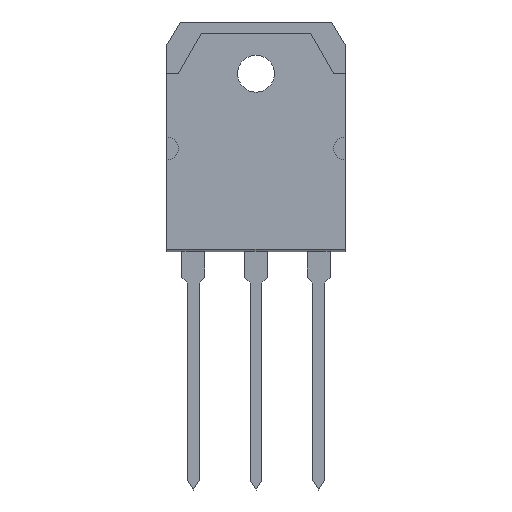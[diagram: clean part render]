
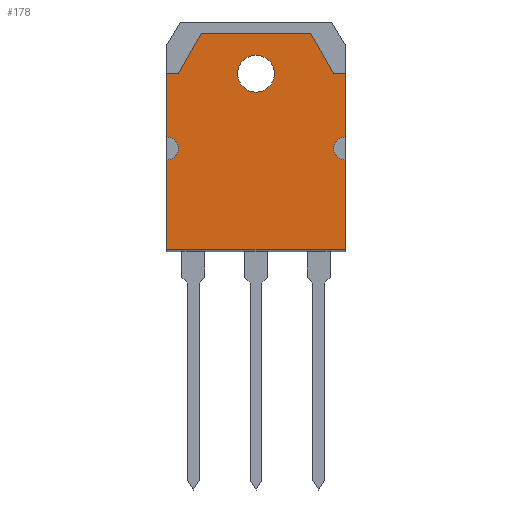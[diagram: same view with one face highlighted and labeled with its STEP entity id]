
A CAD part, front view. The second image highlights one B-rep face of the part: STEP entity #178.
In plain terms, the highlighted planar face has unit normal (0, -1, 0).
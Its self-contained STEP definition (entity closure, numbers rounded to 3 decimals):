
#24=VERTEX_POINT('',#25);
#25=CARTESIAN_POINT('',(-2.305,-1.4,2.95));
#43=DIRECTION('',(0.,0.,-1.));
#46=VERTEX_POINT('',#47);
#47=CARTESIAN_POINT('',(-2.305,-1.4,18.2));
#51=ORIENTED_EDGE('',*,*,#52,.F.);
#52=EDGE_CURVE('',#53,#46,#55,.T.);
#53=VERTEX_POINT('',#54);
#54=CARTESIAN_POINT('',(-2.305,-1.4,12.7));
#55=LINE('',#25,#56);
#56=VECTOR('',#57,1.);
#57=DIRECTION('',(0.,0.,1.));
#71=DIRECTION('',(0.,0.,-1.));
#74=VERTEX_POINT('',#75);
#75=CARTESIAN_POINT('',(-2.305,-1.4,10.7));
#77=ORIENTED_EDGE('',*,*,#78,.F.);
#78=EDGE_CURVE('',#24,#74,#55,.T.);
#91=VECTOR('',#92,1.);
#92=DIRECTION('',(1.,0.,0.));
#167=VERTEX_POINT('',#168);
#168=CARTESIAN_POINT('',(13.205,-1.4,2.95));
#173=EDGE_CURVE('',#24,#167,#174,.T.);
#174=LINE('',#25,#91);
#178=ADVANCED_FACE('',(#179,#234),#244,.T.);
#179=FACE_BOUND('',#180,.T.);
#180=EDGE_LOOP('',(#77,#181,#182,#187,#195,#199,#206,#213,#219,#226,    #51,#229));
#181=ORIENTED_EDGE('',*,*,#173,.T.);
#182=ORIENTED_EDGE('',*,*,#183,.T.);
#183=EDGE_CURVE('',#167,#184,#186,.T.);
#184=VERTEX_POINT('',#185);
#185=CARTESIAN_POINT('',(13.205,-1.4,10.7));
#186=LINE('',#168,#56);
#187=ORIENTED_EDGE('',*,*,#188,.F.);
#188=EDGE_CURVE('',#189,#184,#191,.T.);
#189=VERTEX_POINT('',#190);
#190=CARTESIAN_POINT('',(13.205,-1.4,12.7));
#191=CIRCLE('',#192,1.);
#192=AXIS2_PLACEMENT_3D('',#193,#194,#71);
#193=CARTESIAN_POINT('',(13.205,-1.4,11.7));
#194=DIRECTION('',(0.,-1.,0.));
#195=ORIENTED_EDGE('',*,*,#196,.T.);
#196=EDGE_CURVE('',#189,#197,#186,.T.);
#197=VERTEX_POINT('',#198);
#198=CARTESIAN_POINT('',(13.205,-1.4,18.2));
#199=ORIENTED_EDGE('',*,*,#200,.T.);
#200=EDGE_CURVE('',#197,#201,#203,.T.);
#201=VERTEX_POINT('',#202);
#202=CARTESIAN_POINT('',(12.205,-1.4,18.2));
#203=LINE('',#198,#204);
#204=VECTOR('',#205,1.);
#205=DIRECTION('',(-1.,0.,0.));
#206=ORIENTED_EDGE('',*,*,#207,.T.);
#207=EDGE_CURVE('',#201,#208,#210,.T.);
#208=VERTEX_POINT('',#209);
#209=CARTESIAN_POINT('',(10.205,-1.4,21.7));
#210=LINE('',#202,#211);
#211=VECTOR('',#212,1.);
#212=DIRECTION('',(-0.496,0.,0.868)  );
#213=ORIENTED_EDGE('',*,*,#214,.F.);
#214=EDGE_CURVE('',#215,#208,#217,.T.);
#215=VERTEX_POINT('',#216);
#216=CARTESIAN_POINT('',(0.695,-1.4,21.7));
#217=LINE('',#218,#91);
#218=CARTESIAN_POINT('',(-2.305,-1.4,21.7));
#219=ORIENTED_EDGE('',*,*,#220,.T.);
#220=EDGE_CURVE('',#215,#221,#223,.T.);
#221=VERTEX_POINT('',#222);
#222=CARTESIAN_POINT('',(-1.305,-1.4,18.2));
#223=LINE('',#216,#224);
#224=VECTOR('',#225,1.);
#225=DIRECTION('',(-0.496,0.,-0.868    ));
#226=ORIENTED_EDGE('',*,*,#227,.T.);
#227=EDGE_CURVE('',#221,#46,#228,.T.);
#228=LINE('',#222,#204);
#229=ORIENTED_EDGE('',*,*,#230,.F.);
#230=EDGE_CURVE('',#74,#53,#231,.T.);
#231=CIRCLE('',#232,1.);
#232=AXIS2_PLACEMENT_3D('',#233,#194,#71);
#233=CARTESIAN_POINT('',(-2.305,-1.4,11.7));
#234=FACE_BOUND('',#235,.T.);
#235=EDGE_LOOP('',(#236));
#236=ORIENTED_EDGE('',*,*,#237,.F.);
#237=EDGE_CURVE('',#238,#238,#240,.T.);
#238=VERTEX_POINT('',#239);
#239=CARTESIAN_POINT('',(5.45,-1.4,16.6));
#240=CIRCLE('',#241,1.6);
#241=AXIS2_PLACEMENT_3D('',#242,#243,#43);
#242=CARTESIAN_POINT('',(5.45,-1.4,18.2));
#243=DIRECTION('',(0.,-1.,0.));
#244=PLANE('',#245);
#245=AXIS2_PLACEMENT_3D('',#25,#246,#57);
#246=DIRECTION('',(0.,-1.,0.));
